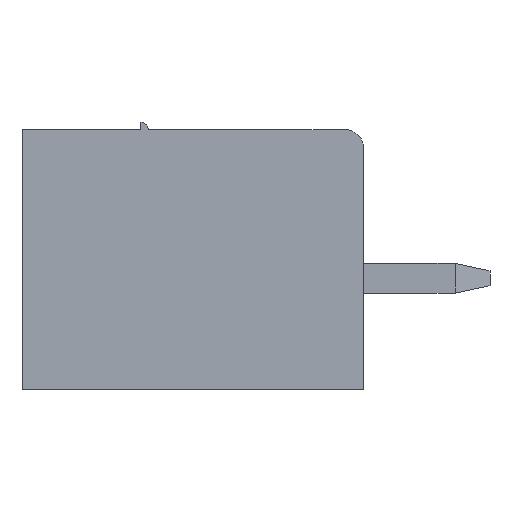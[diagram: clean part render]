
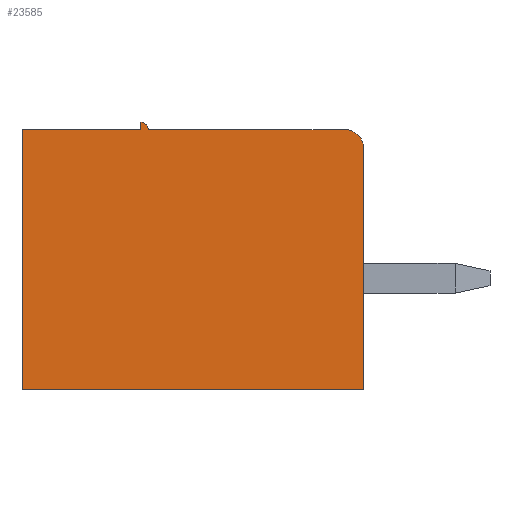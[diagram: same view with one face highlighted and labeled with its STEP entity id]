
A CAD part, left-side view. The second image highlights one B-rep face of the part: STEP entity #23585.
In plain terms, the highlighted planar face has unit normal (-1, 0, 0).
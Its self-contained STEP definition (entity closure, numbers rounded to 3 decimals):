
#345 = VECTOR ( 'NONE', #26025, 1000. ) ;
#387 = AXIS2_PLACEMENT_3D ( 'NONE', #23517, #12324, #21004 ) ;
#500 = ORIENTED_EDGE ( 'NONE', *, *, #23324, .T. ) ;
#930 = VECTOR ( 'NONE', #15955, 1000. ) ;
#1034 = EDGE_LOOP ( 'NONE', ( #14270, #25649, #5409, #14801, #6501, #15865, #1141, #500 ) ) ;
#1141 = ORIENTED_EDGE ( 'NONE', *, *, #12288, .F. ) ;
#1571 = CARTESIAN_POINT ( 'NONE',  ( 0., 6., 7.2 ) ) ;
#2262 = CIRCLE ( 'NONE', #18672, 0.5 ) ;
#2341 = CARTESIAN_POINT ( 'NONE',  ( 0., 9.2, 7. ) ) ;
#3059 = VECTOR ( 'NONE', #21124, 1000. ) ;
#5409 = ORIENTED_EDGE ( 'NONE', *, *, #23077, .F. ) ;
#6071 = PLANE ( 'NONE',  #387 ) ;
#6501 = ORIENTED_EDGE ( 'NONE', *, *, #24188, .T. ) ;
#7263 = CARTESIAN_POINT ( 'NONE',  ( 0., 6., 7. ) ) ;
#7855 = LINE ( 'NONE', #8280, #26250 ) ;
#8280 = CARTESIAN_POINT ( 'NONE',  ( 0., 9.2, 7. ) ) ;
#9207 = LINE ( 'NONE', #2341, #930 ) ;
#9384 = CARTESIAN_POINT ( 'NONE',  ( 0., 6., 7. ) ) ;
#9812 = LINE ( 'NONE', #9384, #3059 ) ;
#9955 = CARTESIAN_POINT ( 'NONE',  ( 0., 0., 6.5 ) ) ;
#11968 = VERTEX_POINT ( 'NONE', #24731 ) ;
#12126 = EDGE_CURVE ( 'NONE', #25924, #11968, #2262, .T. ) ;
#12285 = VERTEX_POINT ( 'NONE', #1571 ) ;
#12288 = EDGE_CURVE ( 'NONE', #26913, #17801, #7855, .T. ) ;
#12324 = DIRECTION ( 'NONE',  ( 1., 0., 0. ) ) ;
#12779 = VERTEX_POINT ( 'NONE', #23564 ) ;
#12973 = DIRECTION ( 'NONE',  ( 0., 0., 1. ) ) ;
#13013 = CARTESIAN_POINT ( 'NONE',  ( 0., 0.5, 6.5 ) ) ;
#14270 = ORIENTED_EDGE ( 'NONE', *, *, #24251, .T. ) ;
#14801 = ORIENTED_EDGE ( 'NONE', *, *, #22669, .T. ) ;
#15728 = CARTESIAN_POINT ( 'NONE',  ( 0., 9.2, 0. ) ) ;
#15865 = ORIENTED_EDGE ( 'NONE', *, *, #21381, .F. ) ;
#15955 = DIRECTION ( 'NONE',  ( 0., -1., 0. ) ) ;
#16318 = VERTEX_POINT ( 'NONE', #26843 ) ;
#16641 = VECTOR ( 'NONE', #12973, 1000. ) ;
#17061 = CARTESIAN_POINT ( 'NONE',  ( 0., 9.2, 7. ) ) ;
#17209 = FACE_OUTER_BOUND ( 'NONE', #1034, .T. ) ;
#17801 = VERTEX_POINT ( 'NONE', #27694 ) ;
#18166 = DIRECTION ( 'NONE',  ( -1., 0., 0. ) ) ;
#18672 = AXIS2_PLACEMENT_3D ( 'NONE', #13013, #25865, #26152 ) ;
#19956 = LINE ( 'NONE', #17061, #345 ) ;
#20550 = VERTEX_POINT ( 'NONE', #7263 ) ;
#21004 = DIRECTION ( 'NONE',  ( 0., 0., -1. ) ) ;
#21124 = DIRECTION ( 'NONE',  ( 0., 0., -1. ) ) ;
#21381 = EDGE_CURVE ( 'NONE', #17801, #20550, #19956, .T. ) ;
#22669 = EDGE_CURVE ( 'NONE', #16318, #12285, #27126, .T. ) ;
#22691 = DIRECTION ( 'NONE',  ( 0., 0., 1. ) ) ;
#22823 = AXIS2_PLACEMENT_3D ( 'NONE', #26566, #18166, #22691 ) ;
#22891 = VECTOR ( 'NONE', #24706, 1000. ) ;
#23077 = EDGE_CURVE ( 'NONE', #16318, #11968, #9207, .T. ) ;
#23324 = EDGE_CURVE ( 'NONE', #26913, #12779, #24136, .T. ) ;
#23378 = DIRECTION ( 'NONE',  ( 0., 0., 1. ) ) ;
#23517 = CARTESIAN_POINT ( 'NONE',  ( 0., 9.2, 7. ) ) ;
#23564 = CARTESIAN_POINT ( 'NONE',  ( 0., 0., 0. ) ) ;
#23585 = ADVANCED_FACE ( 'NONE', ( #17209 ), #6071, .F. ) ;
#24136 = LINE ( 'NONE', #15728, #22891 ) ;
#24188 = EDGE_CURVE ( 'NONE', #12285, #20550, #9812, .T. ) ;
#24251 = EDGE_CURVE ( 'NONE', #12779, #25924, #24468, .T. ) ;
#24468 = LINE ( 'NONE', #26706, #16641 ) ;
#24706 = DIRECTION ( 'NONE',  ( 0., -1., 0. ) ) ;
#24731 = CARTESIAN_POINT ( 'NONE',  ( 0., 0.5, 7. ) ) ;
#25518 = CARTESIAN_POINT ( 'NONE',  ( 0., 9.2, 0. ) ) ;
#25649 = ORIENTED_EDGE ( 'NONE', *, *, #12126, .T. ) ;
#25865 = DIRECTION ( 'NONE',  ( -1., 0., 0. ) ) ;
#25924 = VERTEX_POINT ( 'NONE', #9955 ) ;
#26025 = DIRECTION ( 'NONE',  ( 0., -1., 0. ) ) ;
#26152 = DIRECTION ( 'NONE',  ( 0., 0., -1. ) ) ;
#26250 = VECTOR ( 'NONE', #23378, 1000. ) ;
#26566 = CARTESIAN_POINT ( 'NONE',  ( 0., 6., 7. ) ) ;
#26706 = CARTESIAN_POINT ( 'NONE',  ( 0., 0., 7. ) ) ;
#26843 = CARTESIAN_POINT ( 'NONE',  ( 0., 5.8, 7. ) ) ;
#26913 = VERTEX_POINT ( 'NONE', #25518 ) ;
#27126 = CIRCLE ( 'NONE', #22823, 0.2 ) ;
#27694 = CARTESIAN_POINT ( 'NONE',  ( 0., 9.2, 7. ) ) ;
